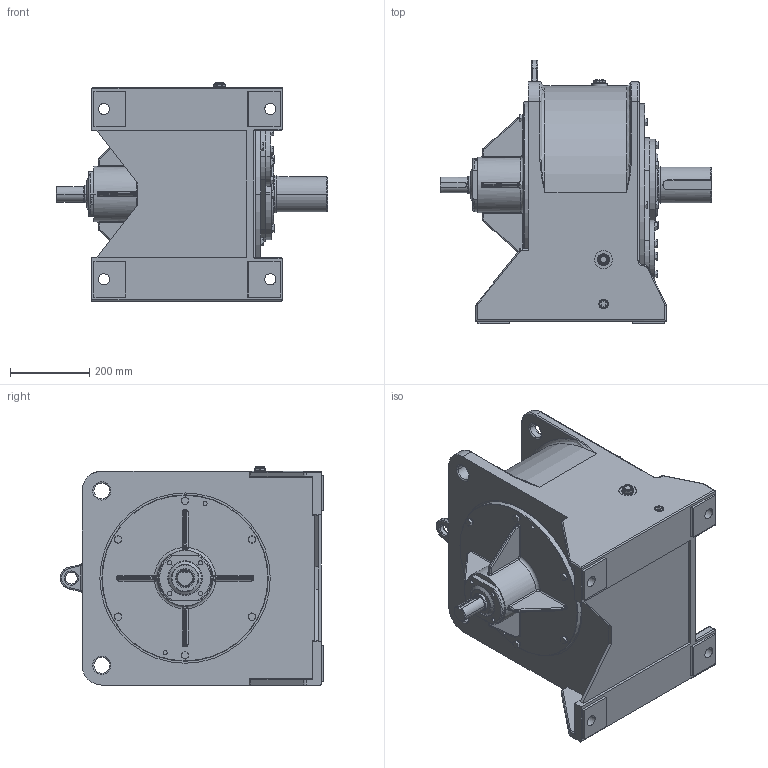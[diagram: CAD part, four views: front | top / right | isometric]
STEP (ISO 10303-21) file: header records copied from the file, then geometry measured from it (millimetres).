
FILE_DESCRIPTION (( 'STEP AP203' ), '1' );
FILE_NAME ('EK2DO07229_FHL_18.5kW_R30_2024-01-24 090709.STEP', '2024-01-24T00:22:11', ( '' ), ( '' ), 'SwSTEP 2.0', 'SolidWorks 2022', '' );
FILE_SCHEMA (( 'CONFIG_CONTROL_DESIGN' ));
Length unit declared in the file: millimetre
Products named in the file (1): EK2DO07229_FHL_18.5kW_R30_2024-01-24 090709
Bounding box: 685 x 665 x 550.5 mm (x, y, z)
Volume: 94035853.9 mm3; surface area: 2860871.1 mm2
Topology: 33 solids, 33 shells, 1350 faces, 3238 edges, 1986 vertices
Faces by surface type: cylinder 462, plane 438, cone 282, torus 118, bspline 30, sphere 20
Entity records: 46744 total; most frequent: CARTESIAN_POINT 15384, DIRECTION 6730, ORIENTED_EDGE 6336, EDGE_CURVE 3168, AXIS2_PLACEMENT_3D 2645, VERTEX_POINT 1984, EDGE_LOOP 1546, VECTOR 1440
